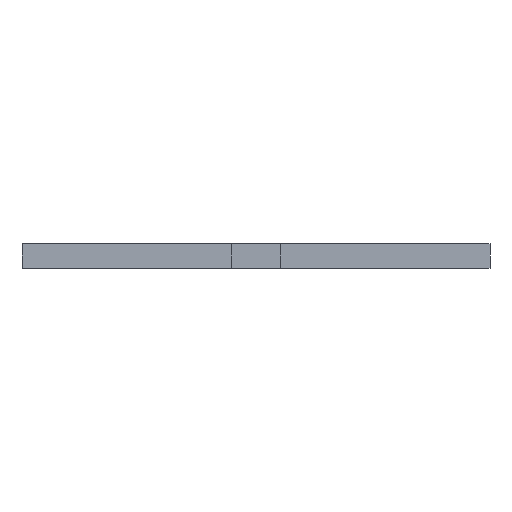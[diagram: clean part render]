
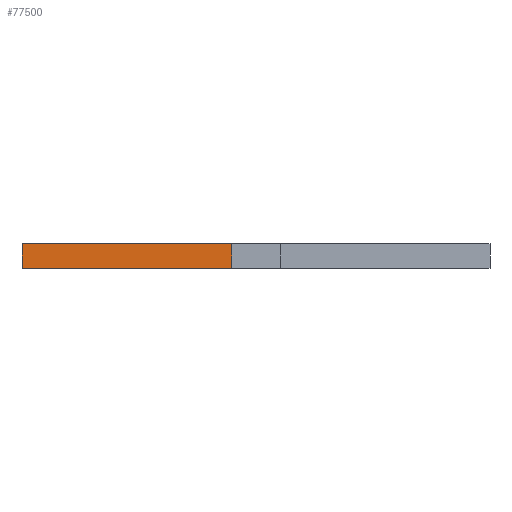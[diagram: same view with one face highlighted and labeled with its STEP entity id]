
A CAD part, left-side view. The second image highlights one B-rep face of the part: STEP entity #77500.
In plain terms, the highlighted planar face has unit normal (-1, 0, 0).
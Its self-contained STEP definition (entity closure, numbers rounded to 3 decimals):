
#75815 = VERTEX_POINT('',#75816);
#75816 = CARTESIAN_POINT('',(115.2,-82.6,0.));
#75822 = EDGE_CURVE('',#75823,#75815,#75825,.T.);
#75823 = VERTEX_POINT('',#75824);
#75824 = CARTESIAN_POINT('',(115.2,-96.4,0.));
#75825 = LINE('',#75826,#75827);
#75826 = CARTESIAN_POINT('',(115.2,-96.4,0.));
#75827 = VECTOR('',#75828,1.);
#75828 = DIRECTION('',(0.,1.,0.));
#76644 = VERTEX_POINT('',#76645);
#76645 = CARTESIAN_POINT('',(115.2,-82.6,1.6));
#76651 = EDGE_CURVE('',#76652,#76644,#76654,.T.);
#76652 = VERTEX_POINT('',#76653);
#76653 = CARTESIAN_POINT('',(115.2,-96.4,1.6));
#76654 = LINE('',#76655,#76656);
#76655 = CARTESIAN_POINT('',(115.2,-96.4,1.6));
#76656 = VECTOR('',#76657,1.);
#76657 = DIRECTION('',(0.,1.,0.));
#77470 = EDGE_CURVE('',#75815,#76644,#77471,.T.);
#77471 = LINE('',#77472,#77473);
#77472 = CARTESIAN_POINT('',(115.2,-82.6,0.));
#77473 = VECTOR('',#77474,1.);
#77474 = DIRECTION('',(0.,0.,1.));
#77500 = ADVANCED_FACE('',(#77501),#77512,.T.);
#77501 = FACE_BOUND('',#77502,.T.);
#77502 = EDGE_LOOP('',(#77503,#77509,#77510,#77511));
#77503 = ORIENTED_EDGE('',*,*,#77504,.T.);
#77504 = EDGE_CURVE('',#75823,#76652,#77505,.T.);
#77505 = LINE('',#77506,#77507);
#77506 = CARTESIAN_POINT('',(115.2,-96.4,0.));
#77507 = VECTOR('',#77508,1.);
#77508 = DIRECTION('',(0.,0.,1.));
#77509 = ORIENTED_EDGE('',*,*,#76651,.T.);
#77510 = ORIENTED_EDGE('',*,*,#77470,.F.);
#77511 = ORIENTED_EDGE('',*,*,#75822,.F.);
#77512 = PLANE('',#77513);
#77513 = AXIS2_PLACEMENT_3D('',#77514,#77515,#77516);
#77514 = CARTESIAN_POINT('',(115.2,-96.4,0.));
#77515 = DIRECTION('',(-1.,0.,0.));
#77516 = DIRECTION('',(0.,1.,0.));
